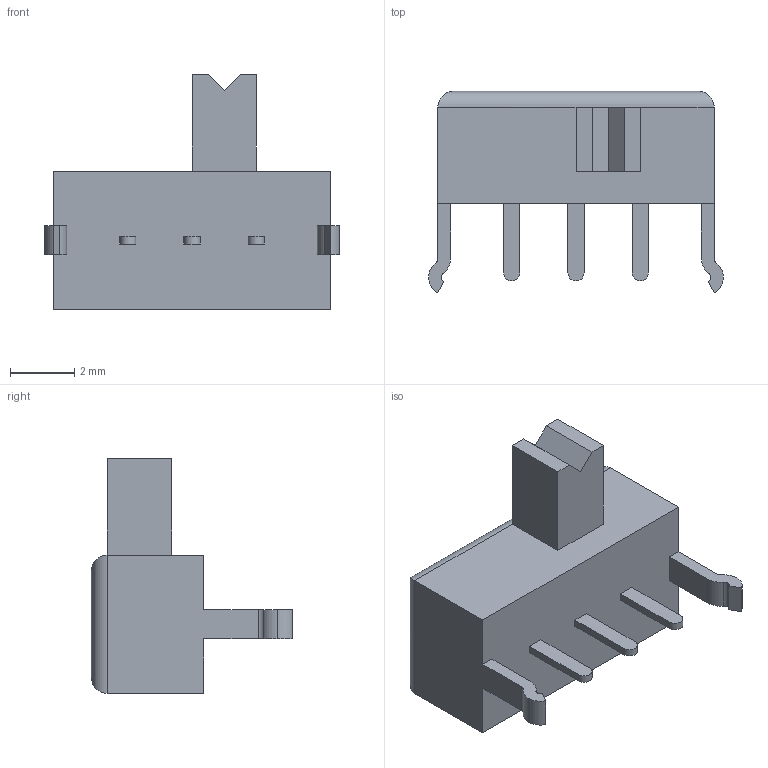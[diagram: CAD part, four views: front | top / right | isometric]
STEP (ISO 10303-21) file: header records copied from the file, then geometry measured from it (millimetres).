
FILE_DESCRIPTION(('STEP AP203'),'1');
FILE_NAME('1825232-1.stp','2019-10-13T17:02:35',('TraceParts'),('TraceParts S.A.'),'Spatial InterOp 3D',' ',' ');
FILE_SCHEMA(('CONFIG_CONTROL_DESIGN'));
Length unit declared in the file: millimetre
Products named in the file (1): 1
Bounding box: 9.18 x 6.27 x 7.3 mm (x, y, z)
Volume: 142.4 mm3; surface area: 207.7 mm2
Topology: 1 solids, 1 shells, 53 faces, 138 edges, 90 vertices
Faces by surface type: plane 34, cylinder 19
Entity records: 1690 total; most frequent: CARTESIAN_POINT 322, ORIENTED_EDGE 276, DIRECTION 272, EDGE_CURVE 138, LINE 104, VECTOR 104, VERTEX_POINT 90, AXIS2_PLACEMENT_3D 84
